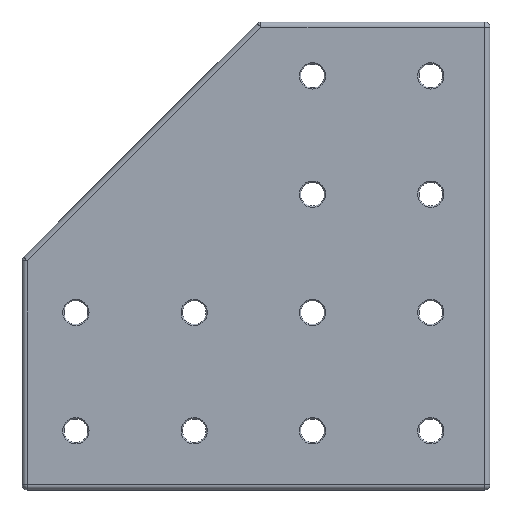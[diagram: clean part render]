
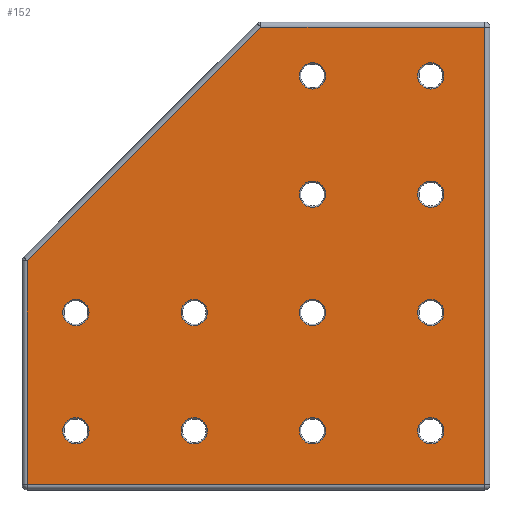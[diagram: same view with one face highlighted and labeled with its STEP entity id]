
A CAD part, top view. The second image highlights one B-rep face of the part: STEP entity #152.
In plain terms, the highlighted planar face has unit normal (0, 0, 1).
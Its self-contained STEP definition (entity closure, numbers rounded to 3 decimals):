
#152 = ADVANCED_FACE( '', ( #351, #352, #353, #354, #355, #356, #357, #358, #359, #360, #361, #362, #363 ), #364, .T. );
#351 = FACE_BOUND( '', #592, .T. );
#352 = FACE_BOUND( '', #593, .T. );
#353 = FACE_BOUND( '', #594, .T. );
#354 = FACE_BOUND( '', #595, .T. );
#355 = FACE_BOUND( '', #596, .T. );
#356 = FACE_BOUND( '', #597, .T. );
#357 = FACE_BOUND( '', #598, .T. );
#358 = FACE_BOUND( '', #599, .T. );
#359 = FACE_BOUND( '', #600, .T. );
#360 = FACE_BOUND( '', #601, .T. );
#361 = FACE_BOUND( '', #602, .T. );
#362 = FACE_BOUND( '', #603, .T. );
#363 = FACE_OUTER_BOUND( '', #604, .T. );
#364 = PLANE( '', #605 );
#592 = EDGE_LOOP( '', ( #947 ) );
#593 = EDGE_LOOP( '', ( #948 ) );
#594 = EDGE_LOOP( '', ( #949 ) );
#595 = EDGE_LOOP( '', ( #950 ) );
#596 = EDGE_LOOP( '', ( #951 ) );
#597 = EDGE_LOOP( '', ( #952 ) );
#598 = EDGE_LOOP( '', ( #953 ) );
#599 = EDGE_LOOP( '', ( #954 ) );
#600 = EDGE_LOOP( '', ( #955 ) );
#601 = EDGE_LOOP( '', ( #956 ) );
#602 = EDGE_LOOP( '', ( #957 ) );
#603 = EDGE_LOOP( '', ( #958 ) );
#604 = EDGE_LOOP( '', ( #959, #960, #961, #962, #963 ) );
#605 = AXIS2_PLACEMENT_3D( '', #964, #965, #966 );
#947 = ORIENTED_EDGE( '', *, *, #1139, .T. );
#948 = ORIENTED_EDGE( '', *, *, #1218, .T. );
#949 = ORIENTED_EDGE( '', *, *, #1221, .T. );
#950 = ORIENTED_EDGE( '', *, *, #1222, .T. );
#951 = ORIENTED_EDGE( '', *, *, #1215, .T. );
#952 = ORIENTED_EDGE( '', *, *, #1223, .T. );
#953 = ORIENTED_EDGE( '', *, *, #1224, .T. );
#954 = ORIENTED_EDGE( '', *, *, #1225, .T. );
#955 = ORIENTED_EDGE( '', *, *, #1128, .T. );
#956 = ORIENTED_EDGE( '', *, *, #1213, .T. );
#957 = ORIENTED_EDGE( '', *, *, #1164, .T. );
#958 = ORIENTED_EDGE( '', *, *, #1226, .T. );
#959 = ORIENTED_EDGE( '', *, *, #1211, .T. );
#960 = ORIENTED_EDGE( '', *, *, #1227, .T. );
#961 = ORIENTED_EDGE( '', *, *, #1228, .T. );
#962 = ORIENTED_EDGE( '', *, *, #1186, .T. );
#963 = ORIENTED_EDGE( '', *, *, #1177, .T. );
#964 = CARTESIAN_POINT( '', ( -87., -1.828, 6. ) );
#965 = DIRECTION( '', ( 0., 0., 1. ) );
#966 = DIRECTION( '', ( 1., 0., 0. ) );
#1128 = EDGE_CURVE( '', #1292, #1292, #1293, .F. );
#1139 = EDGE_CURVE( '', #1311, #1311, #1312, .F. );
#1164 = EDGE_CURVE( '', #1350, #1350, #1351, .F. );
#1177 = EDGE_CURVE( '', #1371, #1346, #1372, .T. );
#1186 = EDGE_CURVE( '', #1270, #1371, #1383, .T. );
#1211 = EDGE_CURVE( '', #1346, #1362, #1417, .T. );
#1213 = EDGE_CURVE( '', #1419, #1419, #1420, .F. );
#1215 = EDGE_CURVE( '', #1422, #1422, #1423, .F. );
#1218 = EDGE_CURVE( '', #1427, #1427, #1428, .F. );
#1221 = EDGE_CURVE( '', #1432, #1432, #1433, .F. );
#1222 = EDGE_CURVE( '', #1434, #1434, #1435, .F. );
#1223 = EDGE_CURVE( '', #1436, #1436, #1437, .F. );
#1224 = EDGE_CURVE( '', #1438, #1438, #1439, .F. );
#1225 = EDGE_CURVE( '', #1440, #1440, #1441, .F. );
#1226 = EDGE_CURVE( '', #1442, #1442, #1443, .F. );
#1227 = EDGE_CURVE( '', #1362, #1444, #1445, .T. );
#1228 = EDGE_CURVE( '', #1444, #1270, #1446, .T. );
#1270 = VERTEX_POINT( '', #1494 );
#1292 = VERTEX_POINT( '', #1516 );
#1293 = CIRCLE( '', #1517, 5. );
#1311 = VERTEX_POINT( '', #1539 );
#1312 = CIRCLE( '', #1540, 5. );
#1346 = VERTEX_POINT( '', #1581 );
#1350 = VERTEX_POINT( '', #1585 );
#1351 = CIRCLE( '', #1586, 5. );
#1362 = VERTEX_POINT( '', #1599 );
#1371 = VERTEX_POINT( '', #1608 );
#1372 = LINE( '', #1609, #1610 );
#1383 = LINE( '', #1622, #1623 );
#1417 = LINE( '', #1663, #1664 );
#1419 = VERTEX_POINT( '', #1666 );
#1420 = CIRCLE( '', #1667, 5. );
#1422 = VERTEX_POINT( '', #1669 );
#1423 = CIRCLE( '', #1670, 5. );
#1427 = VERTEX_POINT( '', #1674 );
#1428 = CIRCLE( '', #1675, 5. );
#1432 = VERTEX_POINT( '', #1679 );
#1433 = CIRCLE( '', #1680, 5. );
#1434 = VERTEX_POINT( '', #1681 );
#1435 = CIRCLE( '', #1682, 5. );
#1436 = VERTEX_POINT( '', #1683 );
#1437 = CIRCLE( '', #1684, 5. );
#1438 = VERTEX_POINT( '', #1685 );
#1439 = CIRCLE( '', #1686, 5. );
#1440 = VERTEX_POINT( '', #1687 );
#1441 = CIRCLE( '', #1688, 5. );
#1442 = VERTEX_POINT( '', #1689 );
#1443 = CIRCLE( '', #1690, 5. );
#1444 = VERTEX_POINT( '', #1691 );
#1445 = LINE( '', #1692, #1693 );
#1446 = LINE( '', #1694, #1695 );
#1494 = CARTESIAN_POINT( '', ( -87., -1.828, 6. ) );
#1516 = CARTESIAN_POINT( '', ( 71.5, 68.5, 6. ) );
#1517 = AXIS2_PLACEMENT_3D( '', #1771, #1772, #1773 );
#1539 = CARTESIAN_POINT( '', ( -63.5, -21.5, 6. ) );
#1540 = AXIS2_PLACEMENT_3D( '', #1787, #1788, #1789 );
#1581 = CARTESIAN_POINT( '', ( 87., -87., 6. ) );
#1585 = CARTESIAN_POINT( '', ( 71.5, -21.5, 6. ) );
#1586 = AXIS2_PLACEMENT_3D( '', #1827, #1828, #1829 );
#1599 = CARTESIAN_POINT( '', ( 87., 87., 6. ) );
#1608 = CARTESIAN_POINT( '', ( -87., -87., 6. ) );
#1609 = CARTESIAN_POINT( '', ( 87., -87., 6. ) );
#1610 = VECTOR( '', #1850, 1000. );
#1622 = CARTESIAN_POINT( '', ( -87., -87., 6. ) );
#1623 = VECTOR( '', #1864, 1000. );
#1663 = CARTESIAN_POINT( '', ( 87., 87., 6. ) );
#1664 = VECTOR( '', #1901, 1000. );
#1666 = CARTESIAN_POINT( '', ( 71.5, 23.5, 6. ) );
#1667 = AXIS2_PLACEMENT_3D( '', #1902, #1903, #1904 );
#1669 = CARTESIAN_POINT( '', ( 26.5, 68.5, 6. ) );
#1670 = AXIS2_PLACEMENT_3D( '', #1905, #1906, #1907 );
#1674 = CARTESIAN_POINT( '', ( -63.5, -66.5, 6. ) );
#1675 = AXIS2_PLACEMENT_3D( '', #1911, #1912, #1913 );
#1679 = CARTESIAN_POINT( '', ( -18.5, -21.5, 6. ) );
#1680 = AXIS2_PLACEMENT_3D( '', #1917, #1918, #1919 );
#1681 = CARTESIAN_POINT( '', ( -18.5, -66.5, 6. ) );
#1682 = AXIS2_PLACEMENT_3D( '', #1920, #1921, #1922 );
#1683 = CARTESIAN_POINT( '', ( 26.5, 23.5, 6. ) );
#1684 = AXIS2_PLACEMENT_3D( '', #1923, #1924, #1925 );
#1685 = CARTESIAN_POINT( '', ( 26.5, -21.5, 6. ) );
#1686 = AXIS2_PLACEMENT_3D( '', #1926, #1927, #1928 );
#1687 = CARTESIAN_POINT( '', ( 26.5, -66.5, 6. ) );
#1688 = AXIS2_PLACEMENT_3D( '', #1929, #1930, #1931 );
#1689 = CARTESIAN_POINT( '', ( 71.5, -66.5, 6. ) );
#1690 = AXIS2_PLACEMENT_3D( '', #1932, #1933, #1934 );
#1691 = CARTESIAN_POINT( '', ( 1.828, 87., 6. ) );
#1692 = CARTESIAN_POINT( '', ( 1.828, 87., 6. ) );
#1693 = VECTOR( '', #1935, 1000. );
#1694 = CARTESIAN_POINT( '', ( -87., -1.828, 6. ) );
#1695 = VECTOR( '', #1936, 1000. );
#1771 = CARTESIAN_POINT( '', ( 66.5, 68.5, 6. ) );
#1772 = DIRECTION( '', ( 0., 0., 1. ) );
#1773 = DIRECTION( '', ( 1., 0., 0. ) );
#1787 = CARTESIAN_POINT( '', ( -68.5, -21.5, 6. ) );
#1788 = DIRECTION( '', ( 0., 0., 1. ) );
#1789 = DIRECTION( '', ( 1., 0., 0. ) );
#1827 = CARTESIAN_POINT( '', ( 66.5, -21.5, 6. ) );
#1828 = DIRECTION( '', ( 0., 0., 1. ) );
#1829 = DIRECTION( '', ( 1., 0., 0. ) );
#1850 = DIRECTION( '', ( 1., 0., 0. ) );
#1864 = DIRECTION( '', ( 0., -1., 0. ) );
#1901 = DIRECTION( '', ( 0., 1., 0. ) );
#1902 = CARTESIAN_POINT( '', ( 66.5, 23.5, 6. ) );
#1903 = DIRECTION( '', ( 0., 0., 1. ) );
#1904 = DIRECTION( '', ( 1., 0., 0. ) );
#1905 = CARTESIAN_POINT( '', ( 21.5, 68.5, 6. ) );
#1906 = DIRECTION( '', ( 0., 0., 1. ) );
#1907 = DIRECTION( '', ( 1., 0., 0. ) );
#1911 = CARTESIAN_POINT( '', ( -68.5, -66.5, 6. ) );
#1912 = DIRECTION( '', ( 0., 0., 1. ) );
#1913 = DIRECTION( '', ( 1., 0., 0. ) );
#1917 = CARTESIAN_POINT( '', ( -23.5, -21.5, 6. ) );
#1918 = DIRECTION( '', ( 0., 0., 1. ) );
#1919 = DIRECTION( '', ( 1., 0., 0. ) );
#1920 = CARTESIAN_POINT( '', ( -23.5, -66.5, 6. ) );
#1921 = DIRECTION( '', ( 0., 0., 1. ) );
#1922 = DIRECTION( '', ( 1., 0., 0. ) );
#1923 = CARTESIAN_POINT( '', ( 21.5, 23.5, 6. ) );
#1924 = DIRECTION( '', ( 0., 0., 1. ) );
#1925 = DIRECTION( '', ( 1., 0., 0. ) );
#1926 = CARTESIAN_POINT( '', ( 21.5, -21.5, 6. ) );
#1927 = DIRECTION( '', ( 0., 0., 1. ) );
#1928 = DIRECTION( '', ( 1., 0., 0. ) );
#1929 = CARTESIAN_POINT( '', ( 21.5, -66.5, 6. ) );
#1930 = DIRECTION( '', ( 0., 0., 1. ) );
#1931 = DIRECTION( '', ( 1., 0., 0. ) );
#1932 = CARTESIAN_POINT( '', ( 66.5, -66.5, 6. ) );
#1933 = DIRECTION( '', ( 0., 0., 1. ) );
#1934 = DIRECTION( '', ( 1., 0., 0. ) );
#1935 = DIRECTION( '', ( -1., 0., 0. ) );
#1936 = DIRECTION( '', ( -0.707, -0.707, 0. ) );
